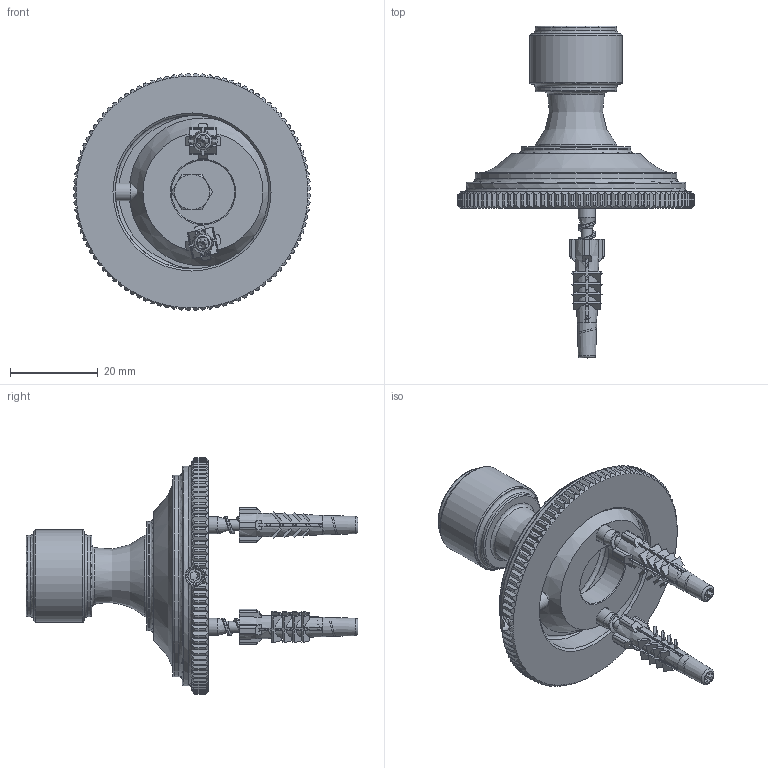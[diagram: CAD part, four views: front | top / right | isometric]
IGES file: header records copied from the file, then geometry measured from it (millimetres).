
Global section: file name: No Iges File Name specified; native system: Autodesk Inventor 2012; preprocessor: AutoDesk Inventor Iges Exporter R2012; author: adaniels; date: 20130319.115906; units: millimetre
Bounding box: 53.99 x 75.6 x 53.99 mm (x, y, z)
Volume: 23824.5 mm3; surface area: 15569.9 mm2
Topology: 9 solids, 9 shells, 1073 faces, 2712 edges, 1653 vertices
Faces by surface type: plane 640, cone 216, cylinder 133, revolution 68, torus 12, bspline 4
Full cylindrical faces by diameter (mm): 3.92 x2, 4 x1, 5 x1, 6.88 x1, 8.2 x2, 18.6 x2, 21 x1, 25 x1, 46 x1, 50 x1
